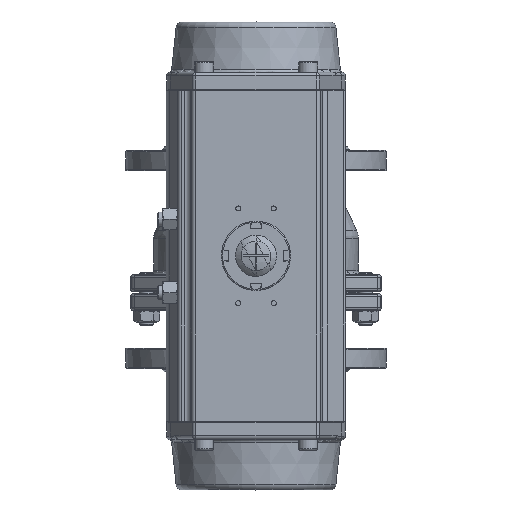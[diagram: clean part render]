
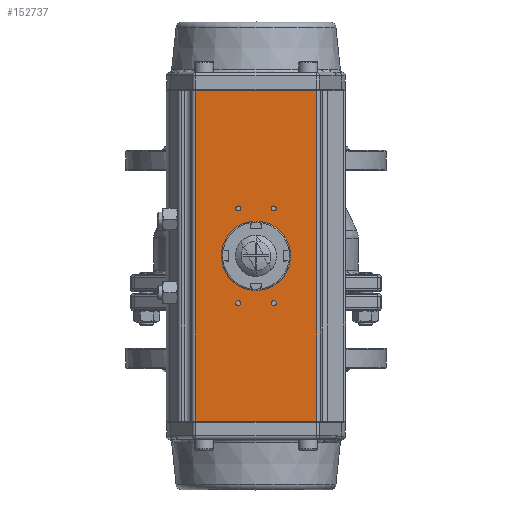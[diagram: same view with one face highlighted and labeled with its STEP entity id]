
A CAD part, top view. The second image highlights one B-rep face of the part: STEP entity #152737.
In plain terms, the highlighted planar face has unit normal (0, 0, 1).
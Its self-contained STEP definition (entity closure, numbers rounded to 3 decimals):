
#148127=CARTESIAN_POINT('',(-15.,42.1,323.197));
#148128=VERTEX_POINT('',#148127);
#148144=CARTESIAN_POINT('',(-15.,37.9,323.197));
#148145=VERTEX_POINT('',#148144);
#148152=CARTESIAN_POINT('',(-15.,40.,323.197));
#148153=DIRECTION('',(0.,-0.,1.));
#148154=DIRECTION('',(0.,-1.,-0.));
#148155=AXIS2_PLACEMENT_3D('',#148152,#148153,#148154);
#148156=CIRCLE('',#148155,2.1);
#148157=EDGE_CURVE('NONE',#148145,#148128,#148156,.T.);
#148169=CARTESIAN_POINT('',(15.,42.1,323.197));
#148170=VERTEX_POINT('',#148169);
#148186=CARTESIAN_POINT('',(15.,37.9,323.197));
#148187=VERTEX_POINT('',#148186);
#148194=CARTESIAN_POINT('',(15.,40.,323.197));
#148195=DIRECTION('',(0.,-0.,1.));
#148196=DIRECTION('',(0.,-1.,-0.));
#148197=AXIS2_PLACEMENT_3D('',#148194,#148195,#148196);
#148198=CIRCLE('',#148197,2.1);
#148199=EDGE_CURVE('NONE',#148187,#148170,#148198,.T.);
#148211=CARTESIAN_POINT('',(15.,-37.9,323.197));
#148212=VERTEX_POINT('',#148211);
#148228=CARTESIAN_POINT('',(15.,-42.1,323.197));
#148229=VERTEX_POINT('',#148228);
#148236=CARTESIAN_POINT('',(15.,-40.,323.197));
#148237=DIRECTION('',(0.,-0.,1.));
#148238=DIRECTION('',(0.,-1.,-0.));
#148239=AXIS2_PLACEMENT_3D('',#148236,#148237,#148238);
#148240=CIRCLE('',#148239,2.1);
#148241=EDGE_CURVE('NONE',#148229,#148212,#148240,.T.);
#148253=CARTESIAN_POINT('',(-15.,-37.9,323.197));
#148254=VERTEX_POINT('',#148253);
#148270=CARTESIAN_POINT('',(-15.,-42.1,323.197));
#148271=VERTEX_POINT('',#148270);
#148278=CARTESIAN_POINT('',(-15.,-40.,323.197));
#148279=DIRECTION('',(0.,-0.,1.));
#148280=DIRECTION('',(0.,-1.,-0.));
#148281=AXIS2_PLACEMENT_3D('',#148278,#148279,#148280);
#148282=CIRCLE('',#148281,2.1);
#148283=EDGE_CURVE('NONE',#148271,#148254,#148282,.T.);
#148554=CARTESIAN_POINT('',(-0.,-20.,323.197));
#148555=VERTEX_POINT('',#148554);
#148562=CARTESIAN_POINT('',(-0.,20.,323.197));
#148563=VERTEX_POINT('',#148562);
#148564=CARTESIAN_POINT('',(-0.,0.,323.197));
#148565=DIRECTION('',(0.,0.,-1.));
#148566=DIRECTION('',(0.,1.,0.));
#148567=AXIS2_PLACEMENT_3D('',#148564,#148565,#148566);
#148568=CIRCLE('',#148567,20.);
#148569=EDGE_CURVE('',#148563,#148555,#148568,.T.);
#148974=CARTESIAN_POINT('',(-51.269,-139.657,323.197));
#148975=VERTEX_POINT('',#148974);
#148976=CARTESIAN_POINT('',(-51.269,139.657,323.197));
#148977=VERTEX_POINT('',#148976);
#148978=CARTESIAN_POINT('',(-51.269,-139.657,323.197));
#148979=DIRECTION('',(0.,1.,0.));
#148980=VECTOR('',#148979,279.313);
#148981=LINE('',#148978,#148980);
#148982=EDGE_CURVE('',#148975,#148977,#148981,.T.);
#149017=CARTESIAN_POINT('',(51.269,139.657,323.197));
#149018=VERTEX_POINT('',#149017);
#149026=CARTESIAN_POINT('',(51.269,-139.657,323.197));
#149027=VERTEX_POINT('',#149026);
#149028=CARTESIAN_POINT('',(51.269,-139.657,323.197));
#149029=DIRECTION('',(0.,1.,0.));
#149030=VECTOR('',#149029,279.313);
#149031=LINE('',#149028,#149030);
#149032=EDGE_CURVE('',#149027,#149018,#149031,.T.);
#151894=CARTESIAN_POINT('',(-0.,0.,323.197));
#151895=DIRECTION('',(0.,0.,-1.));
#151896=DIRECTION('',(0.,1.,0.));
#151897=AXIS2_PLACEMENT_3D('',#151894,#151895,#151896);
#151898=CIRCLE('',#151897,20.);
#151899=EDGE_CURVE('',#148555,#148563,#151898,.T.);
#151931=CARTESIAN_POINT('',(-15.,-40.,323.197));
#151932=DIRECTION('',(0.,-0.,1.));
#151933=DIRECTION('',(0.,-1.,-0.));
#151934=AXIS2_PLACEMENT_3D('',#151931,#151932,#151933);
#151935=CIRCLE('',#151934,2.1);
#151936=EDGE_CURVE('NONE',#148254,#148271,#151935,.T.);
#151955=CARTESIAN_POINT('',(15.,-40.,323.197));
#151956=DIRECTION('',(0.,-0.,1.));
#151957=DIRECTION('',(0.,-1.,-0.));
#151958=AXIS2_PLACEMENT_3D('',#151955,#151956,#151957);
#151959=CIRCLE('',#151958,2.1);
#151960=EDGE_CURVE('NONE',#148212,#148229,#151959,.T.);
#151979=CARTESIAN_POINT('',(15.,40.,323.197));
#151980=DIRECTION('',(0.,-0.,1.));
#151981=DIRECTION('',(0.,-1.,-0.));
#151982=AXIS2_PLACEMENT_3D('',#151979,#151980,#151981);
#151983=CIRCLE('',#151982,2.1);
#151984=EDGE_CURVE('NONE',#148170,#148187,#151983,.T.);
#152003=CARTESIAN_POINT('',(-15.,40.,323.197));
#152004=DIRECTION('',(0.,-0.,1.));
#152005=DIRECTION('',(0.,-1.,-0.));
#152006=AXIS2_PLACEMENT_3D('',#152003,#152004,#152005);
#152007=CIRCLE('',#152006,2.1);
#152008=EDGE_CURVE('NONE',#148128,#148145,#152007,.T.);
#152696=CARTESIAN_POINT('',(-51.269,-140.,323.197));
#152697=DIRECTION('',(0.,0.,-1.));
#152698=DIRECTION('',(0.,1.,0.));
#152699=AXIS2_PLACEMENT_3D('',#152696,#152697,#152698);
#152700=PLANE('',#152699);
#152701=ORIENTED_EDGE('',*,*,#148157,.F.);
#152702=ORIENTED_EDGE('',*,*,#152008,.F.);
#152703=EDGE_LOOP('',(#152701,#152702));
#152704=FACE_BOUND('',#152703,.T.);
#152705=ORIENTED_EDGE('',*,*,#148199,.F.);
#152706=ORIENTED_EDGE('',*,*,#151984,.F.);
#152707=EDGE_LOOP('',(#152705,#152706));
#152708=FACE_BOUND('',#152707,.T.);
#152709=ORIENTED_EDGE('',*,*,#148241,.F.);
#152710=ORIENTED_EDGE('',*,*,#151960,.F.);
#152711=EDGE_LOOP('',(#152709,#152710));
#152712=FACE_BOUND('',#152711,.T.);
#152713=ORIENTED_EDGE('',*,*,#148283,.F.);
#152714=ORIENTED_EDGE('',*,*,#151936,.F.);
#152715=EDGE_LOOP('',(#152713,#152714));
#152716=FACE_BOUND('',#152715,.T.);
#152717=ORIENTED_EDGE('',*,*,#149032,.T.);
#152718=CARTESIAN_POINT('',(51.269,139.657,323.197));
#152719=DIRECTION('',(-1.,0.,0.));
#152720=VECTOR('',#152719,102.539);
#152721=LINE('',#152718,#152720);
#152722=EDGE_CURVE('',#149018,#148977,#152721,.T.);
#152723=ORIENTED_EDGE('',*,*,#152722,.T.);
#152724=ORIENTED_EDGE('',*,*,#148982,.F.);
#152725=CARTESIAN_POINT('',(-51.269,-139.657,323.197));
#152726=DIRECTION('',(1.,-0.,-0.));
#152727=VECTOR('',#152726,102.539);
#152728=LINE('',#152725,#152727);
#152729=EDGE_CURVE('',#148975,#149027,#152728,.T.);
#152730=ORIENTED_EDGE('',*,*,#152729,.T.);
#152731=EDGE_LOOP('',(#152717,#152723,#152724,#152730));
#152732=FACE_BOUND('',#152731,.T.);
#152733=ORIENTED_EDGE('',*,*,#148569,.T.);
#152734=ORIENTED_EDGE('',*,*,#151899,.T.);
#152735=EDGE_LOOP('',(#152733,#152734));
#152736=FACE_BOUND('',#152735,.T.);
#152737=ADVANCED_FACE('',(#152704,#152708,#152712,#152716,#152732,#152736),#152700,.F.);
